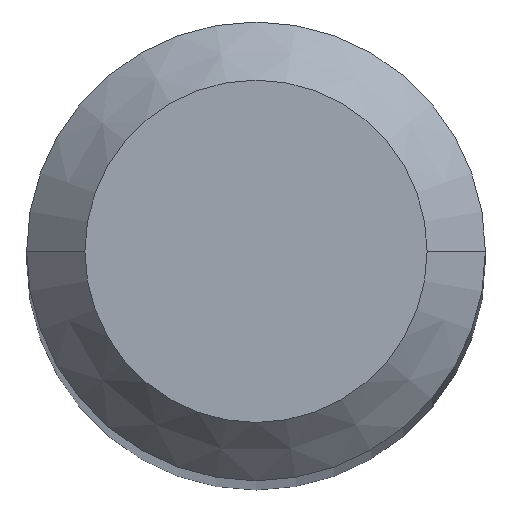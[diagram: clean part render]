
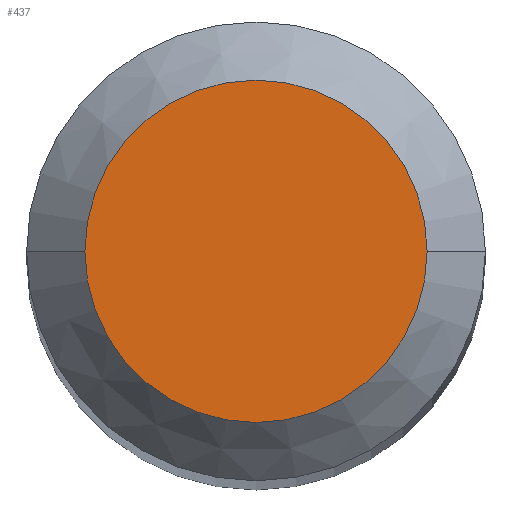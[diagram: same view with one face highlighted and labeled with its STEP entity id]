
A CAD part, top view. The second image highlights one B-rep face of the part: STEP entity #437.
In plain terms, the highlighted planar face has unit normal (0, 0, 1).
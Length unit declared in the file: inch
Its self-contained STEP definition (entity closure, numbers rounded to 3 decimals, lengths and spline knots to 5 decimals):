
#13 = CIRCLE ( 'NONE', #742, 0.04405 ) ;
#28 = CARTESIAN_POINT ( 'NONE',  ( 0., 0., 1.49606 ) ) ;
#165 = ORIENTED_EDGE ( 'NONE', *, *, #989, .T. ) ;
#200 = VERTEX_POINT ( 'NONE', #595 ) ;
#233 = EDGE_LOOP ( 'NONE', ( #488, #165 ) ) ;
#262 = FACE_OUTER_BOUND ( 'NONE', #233, .T. ) ;
#291 = EDGE_CURVE ( 'NONE', #399, #200, #866, .T. ) ;
#399 = VERTEX_POINT ( 'NONE', #585 ) ;
#437 = ADVANCED_FACE ( 'NONE', ( #262 ), #827, .T. ) ;
#488 = ORIENTED_EDGE ( 'NONE', *, *, #291, .T. ) ;
#506 = DIRECTION ( 'NONE',  ( 0., 0., 1. ) ) ;
#518 = CARTESIAN_POINT ( 'NONE',  ( 0., 0., 1.49606 ) ) ;
#548 = AXIS2_PLACEMENT_3D ( 'NONE', #840, #752, #764 ) ;
#585 = CARTESIAN_POINT ( 'NONE',  ( -0.04405, 0., 1.49606 ) ) ;
#595 = CARTESIAN_POINT ( 'NONE',  ( 0.04405, 0., 1.49606 ) ) ;
#601 = AXIS2_PLACEMENT_3D ( 'NONE', #28, #506, #899 ) ;
#742 = AXIS2_PLACEMENT_3D ( 'NONE', #518, #818, #918 ) ;
#752 = DIRECTION ( 'NONE',  ( 0., 0., 1. ) ) ;
#764 = DIRECTION ( 'NONE',  ( 1., 0., 0. ) ) ;
#818 = DIRECTION ( 'NONE',  ( 0., 0., 1. ) ) ;
#827 = PLANE ( 'NONE',  #601 ) ;
#840 = CARTESIAN_POINT ( 'NONE',  ( 0., 0., 1.49606 ) ) ;
#866 = CIRCLE ( 'NONE', #548, 0.04405 ) ;
#899 = DIRECTION ( 'NONE',  ( 1., 0., 0. ) ) ;
#918 = DIRECTION ( 'NONE',  ( 1., 0., 0. ) ) ;
#989 = EDGE_CURVE ( 'NONE', #200, #399, #13, .T. ) ;
